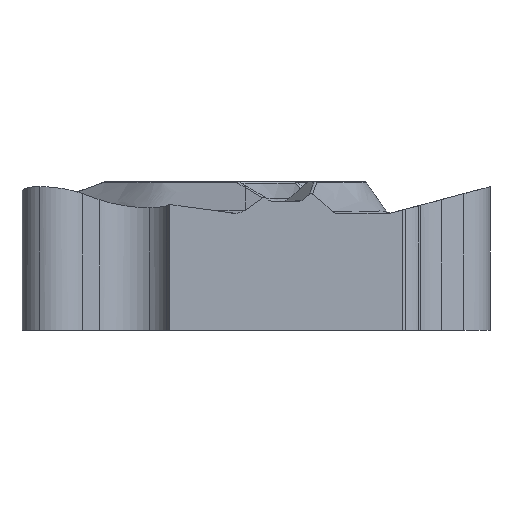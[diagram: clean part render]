
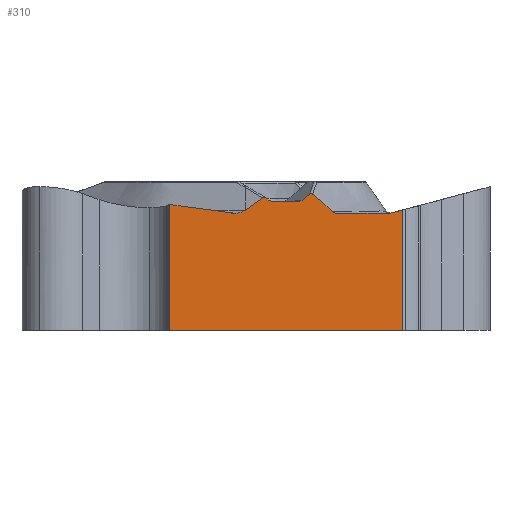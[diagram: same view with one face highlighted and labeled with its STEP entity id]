
A CAD part, left-side view. The second image highlights one B-rep face of the part: STEP entity #310.
In plain terms, the highlighted planar face has unit normal (-1, 0, 0).
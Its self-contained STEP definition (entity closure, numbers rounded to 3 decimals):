
#135=FACE_OUTER_BOUND('',#796,.T.);
#276=ELLIPSE('',#2455,0.309,0.3);
#277=ELLIPSE('',#2456,0.309,0.3);
#278=ELLIPSE('',#2457,0.149,0.1);
#279=ELLIPSE('',#2458,1.,0.5);
#310=ADVANCED_FACE('',(#135),#453,.F.);
#453=PLANE('',#2459);
#504=LINE('',#3720,#648);
#528=LINE('',#3851,#672);
#529=LINE('',#3853,#673);
#530=LINE('',#3857,#674);
#531=LINE('',#3892,#675);
#532=LINE('',#3896,#676);
#533=LINE('',#3900,#677);
#534=LINE('',#3904,#678);
#535=LINE('',#3924,#679);
#536=LINE('',#3926,#680);
#648=VECTOR('',#2685,1.);
#672=VECTOR('',#2747,1.);
#673=VECTOR('',#2748,1.);
#674=VECTOR('',#2751,1.);
#675=VECTOR('',#2752,1.);
#676=VECTOR('',#2755,1.);
#677=VECTOR('',#2758,1.);
#678=VECTOR('',#2761,1.);
#679=VECTOR('',#2764,1.);
#680=VECTOR('',#2765,1.);
#796=EDGE_LOOP('',(#1004,#1005,#1006,#1007,#1008,#1009,#1010,#1011,#1012,
#1013,#1014,#1015,#1016,#1017,#1018,#1019,#1020,#1021,#1022,#1023));
#1004=ORIENTED_EDGE('',*,*,#1884,.T.);
#1005=ORIENTED_EDGE('',*,*,#1930,.F.);
#1006=ORIENTED_EDGE('',*,*,#1931,.T.);
#1007=ORIENTED_EDGE('',*,*,#1932,.T.);
#1008=ORIENTED_EDGE('',*,*,#1933,.T.);
#1009=ORIENTED_EDGE('',*,*,#1934,.T.);
#1010=ORIENTED_EDGE('',*,*,#1935,.F.);
#1011=ORIENTED_EDGE('',*,*,#1936,.F.);
#1012=ORIENTED_EDGE('',*,*,#1937,.T.);
#1013=ORIENTED_EDGE('',*,*,#1938,.T.);
#1014=ORIENTED_EDGE('',*,*,#1939,.T.);
#1015=ORIENTED_EDGE('',*,*,#1940,.T.);
#1016=ORIENTED_EDGE('',*,*,#1941,.T.);
#1017=ORIENTED_EDGE('',*,*,#1942,.F.);
#1018=ORIENTED_EDGE('',*,*,#1943,.T.);
#1019=ORIENTED_EDGE('',*,*,#1944,.F.);
#1020=ORIENTED_EDGE('',*,*,#1945,.T.);
#1021=ORIENTED_EDGE('',*,*,#1946,.T.);
#1022=ORIENTED_EDGE('',*,*,#1947,.T.);
#1023=ORIENTED_EDGE('',*,*,#1948,.F.);
#1667=VERTEX_POINT('',#3719);
#1668=VERTEX_POINT('',#3721);
#1712=VERTEX_POINT('',#3852);
#1713=VERTEX_POINT('',#3854);
#1714=VERTEX_POINT('',#3856);
#1715=VERTEX_POINT('',#3858);
#1716=VERTEX_POINT('',#3869);
#1717=VERTEX_POINT('',#3877);
#1718=VERTEX_POINT('',#3891);
#1719=VERTEX_POINT('',#3893);
#1720=VERTEX_POINT('',#3895);
#1721=VERTEX_POINT('',#3897);
#1722=VERTEX_POINT('',#3899);
#1723=VERTEX_POINT('',#3901);
#1724=VERTEX_POINT('',#3903);
#1725=VERTEX_POINT('',#3905);
#1726=VERTEX_POINT('',#3910);
#1727=VERTEX_POINT('',#3921);
#1728=VERTEX_POINT('',#3923);
#1729=VERTEX_POINT('',#3925);
#1884=EDGE_CURVE('',#1668,#1667,#504,.T.);
#1930=EDGE_CURVE('',#1712,#1667,#528,.T.);
#1931=EDGE_CURVE('',#1712,#1713,#529,.T.);
#1932=EDGE_CURVE('',#1713,#1714,#2243,.T.);
#1933=EDGE_CURVE('',#1714,#1715,#530,.T.);
#1934=EDGE_CURVE('',#1715,#1716,#2324,.T.);
#1935=EDGE_CURVE('',#1717,#1716,#2325,.T.);
#1936=EDGE_CURVE('',#1718,#1717,#2326,.T.);
#1937=EDGE_CURVE('',#1718,#1719,#531,.T.);
#1938=EDGE_CURVE('',#1719,#1720,#276,.T.);
#1939=EDGE_CURVE('',#1720,#1721,#532,.T.);
#1940=EDGE_CURVE('',#1721,#1722,#277,.T.);
#1941=EDGE_CURVE('',#1722,#1723,#533,.T.);
#1942=EDGE_CURVE('',#1724,#1723,#278,.T.);
#1943=EDGE_CURVE('',#1724,#1725,#534,.T.);
#1944=EDGE_CURVE('',#1726,#1725,#2327,.T.);
#1945=EDGE_CURVE('',#1726,#1727,#2328,.T.);
#1946=EDGE_CURVE('',#1727,#1728,#279,.T.);
#1947=EDGE_CURVE('',#1728,#1729,#535,.T.);
#1948=EDGE_CURVE('',#1668,#1729,#536,.T.);
#2243=CIRCLE('',#2454,0.5);
#2324=B_SPLINE_CURVE_WITH_KNOTS('',3,(#3859,#3860,#3861,#3862,#3863,#3864,
#3865,#3866,#3867,#3868),.UNSPECIFIED.,.F.,.F.,(4,3,3,4),(0.,0.468,
0.914,1.),.UNSPECIFIED.);
#2325=B_SPLINE_CURVE_WITH_KNOTS('',3,(#3870,#3871,#3872,#3873,#3874,#3875,
#3876),.UNSPECIFIED.,.F.,.F.,(4,3,4),(0.,0.411,1.),
 .UNSPECIFIED.);
#2326=B_SPLINE_CURVE_WITH_KNOTS('',3,(#3878,#3879,#3880,#3881,#3882,#3883,
#3884,#3885,#3886,#3887,#3888,#3889,#3890),.UNSPECIFIED.,.F.,.F.,(4,3,3,
3,4),(0.,0.265,0.53,0.788,1.),
 .UNSPECIFIED.);
#2327=B_SPLINE_CURVE_WITH_KNOTS('',3,(#3906,#3907,#3908,#3909),
 .UNSPECIFIED.,.F.,.F.,(4,4),(0.,1.),.UNSPECIFIED.);
#2328=B_SPLINE_CURVE_WITH_KNOTS('',3,(#3911,#3912,#3913,#3914,#3915,#3916,
#3917,#3918,#3919,#3920),.UNSPECIFIED.,.F.,.F.,(4,3,3,4),(0.,0.331,
0.914,1.),.UNSPECIFIED.);
#2454=AXIS2_PLACEMENT_3D('',#3855,#2749,#2750);
#2455=AXIS2_PLACEMENT_3D('',#3894,#2753,#2754);
#2456=AXIS2_PLACEMENT_3D('',#3898,#2756,#2757);
#2457=AXIS2_PLACEMENT_3D('',#3902,#2759,#2760);
#2458=AXIS2_PLACEMENT_3D('',#3922,#2762,#2763);
#2459=AXIS2_PLACEMENT_3D('',#3927,#2766,#2767);
#2685=DIRECTION('',(0.,-1.,0.));
#2747=DIRECTION('',(0.,0.,-1.));
#2748=DIRECTION('',(0.,0.966,-0.259));
#2749=DIRECTION('',(1.,0.,0.));
#2750=DIRECTION('',(0.,1.,0.));
#2751=DIRECTION('',(0.,1.,0.));
#2752=DIRECTION('',(0.,0.775,-0.631));
#2753=DIRECTION('',(1.,0.,0.));
#2754=DIRECTION('',(0.,1.,0.));
#2755=DIRECTION('',(0.,1.,0.));
#2756=DIRECTION('',(1.,0.,0.));
#2757=DIRECTION('',(0.,1.,0.));
#2758=DIRECTION('',(0.,0.775,0.631));
#2759=DIRECTION('',(1.,0.,0.));
#2760=DIRECTION('',(0.,-0.858,-0.514));
#2761=DIRECTION('',(0.,0.814,-0.581));
#2762=DIRECTION('',(1.,0.,0.));
#2763=DIRECTION('',(0.,1.,0.));
#2764=DIRECTION('',(0.,0.991,0.133));
#2765=DIRECTION('',(0.,0.,1.));
#2766=DIRECTION('',(1.,0.,0.));
#2767=DIRECTION('',(0.,1.,0.));
#3719=CARTESIAN_POINT('',(-6.35,-6.174,-5.56));
#3720=CARTESIAN_POINT('',(-6.35,5.476,-5.56));
#3721=CARTESIAN_POINT('',(-6.35,2.948,-5.56));
#3851=CARTESIAN_POINT('',(-6.35,-6.174,25.));
#3852=CARTESIAN_POINT('',(-6.35,-6.174,-0.838));
#3853=CARTESIAN_POINT('',(-6.35,-6.873,-0.65));
#3854=CARTESIAN_POINT('',(-6.35,-5.781,-0.943));
#3855=CARTESIAN_POINT('',(-6.35,-5.651,-0.46));
#3856=CARTESIAN_POINT('',(-6.35,-5.651,-0.96));
#3857=CARTESIAN_POINT('',(-6.35,0.,-0.96));
#3858=CARTESIAN_POINT('',(-6.35,-3.587,-0.96));
#3859=CARTESIAN_POINT('',(-6.35,-3.587,-0.96));
#3860=CARTESIAN_POINT('',(-6.35,-3.56,-0.96));
#3861=CARTESIAN_POINT('',(-6.35,-3.531,-0.955));
#3862=CARTESIAN_POINT('',(-6.35,-3.505,-0.945));
#3863=CARTESIAN_POINT('',(-6.35,-3.48,-0.936));
#3864=CARTESIAN_POINT('',(-6.35,-3.457,-0.922));
#3865=CARTESIAN_POINT('',(-6.35,-3.436,-0.905));
#3866=CARTESIAN_POINT('',(-6.35,-3.433,-0.902));
#3867=CARTESIAN_POINT('',(-6.35,-3.429,-0.898));
#3868=CARTESIAN_POINT('',(-6.35,-3.425,-0.894));
#3869=CARTESIAN_POINT('',(-6.35,-3.425,-0.894));
#3870=CARTESIAN_POINT('',(-6.35,-2.636,-0.216));
#3871=CARTESIAN_POINT('',(-6.35,-2.751,-0.3));
#3872=CARTESIAN_POINT('',(-6.35,-2.863,-0.388));
#3873=CARTESIAN_POINT('',(-6.35,-2.972,-0.48));
#3874=CARTESIAN_POINT('',(-6.35,-3.129,-0.611));
#3875=CARTESIAN_POINT('',(-6.35,-3.28,-0.75));
#3876=CARTESIAN_POINT('',(-6.35,-3.425,-0.894));
#3877=CARTESIAN_POINT('',(-6.35,-2.636,-0.216));
#3878=CARTESIAN_POINT('',(-6.35,-2.515,-0.22));
#3879=CARTESIAN_POINT('',(-6.35,-2.524,-0.213));
#3880=CARTESIAN_POINT('',(-6.35,-2.534,-0.207));
#3881=CARTESIAN_POINT('',(-6.35,-2.545,-0.203));
#3882=CARTESIAN_POINT('',(-6.35,-2.556,-0.199));
#3883=CARTESIAN_POINT('',(-6.35,-2.567,-0.197));
#3884=CARTESIAN_POINT('',(-6.35,-2.579,-0.197));
#3885=CARTESIAN_POINT('',(-6.35,-2.59,-0.197));
#3886=CARTESIAN_POINT('',(-6.35,-2.601,-0.199));
#3887=CARTESIAN_POINT('',(-6.35,-2.611,-0.203));
#3888=CARTESIAN_POINT('',(-6.35,-2.62,-0.206));
#3889=CARTESIAN_POINT('',(-6.35,-2.628,-0.21));
#3890=CARTESIAN_POINT('',(-6.35,-2.636,-0.216));
#3891=CARTESIAN_POINT('',(-6.35,-2.515,-0.22));
#3892=CARTESIAN_POINT('',(-6.35,-13.351,8.602));
#3893=CARTESIAN_POINT('',(-6.35,-2.233,-0.45));
#3894=CARTESIAN_POINT('',(-6.35,-2.034,-0.22));
#3895=CARTESIAN_POINT('',(-6.35,-2.034,-0.52));
#3896=CARTESIAN_POINT('',(-6.35,0.,-0.52));
#3897=CARTESIAN_POINT('',(-6.35,-1.132,-0.52));
#3898=CARTESIAN_POINT('',(-6.35,-1.132,-0.22));
#3899=CARTESIAN_POINT('',(-6.35,-0.934,-0.45));
#3900=CARTESIAN_POINT('',(-6.35,12.088,10.152));
#3901=CARTESIAN_POINT('',(-6.35,-0.863,-0.392));
#3902=CARTESIAN_POINT('',(-6.35,-0.786,-0.46));
#3903=CARTESIAN_POINT('',(-6.35,-0.678,-0.363));
#3904=CARTESIAN_POINT('',(-6.35,-12.224,7.882));
#3905=CARTESIAN_POINT('',(-6.35,0.,-0.847));
#3906=CARTESIAN_POINT('',(-6.35,0.033,-0.871));
#3907=CARTESIAN_POINT('',(-6.35,0.022,-0.863));
#3908=CARTESIAN_POINT('',(-6.35,0.011,-0.855));
#3909=CARTESIAN_POINT('',(-6.35,0.,-0.847));
#3910=CARTESIAN_POINT('',(-6.35,0.033,-0.871));
#3911=CARTESIAN_POINT('',(-6.35,0.033,-0.871));
#3912=CARTESIAN_POINT('',(-6.35,0.069,-0.896));
#3913=CARTESIAN_POINT('',(-6.35,0.11,-0.914));
#3914=CARTESIAN_POINT('',(-6.35,0.151,-0.927));
#3915=CARTESIAN_POINT('',(-6.35,0.225,-0.95));
#3916=CARTESIAN_POINT('',(-6.35,0.303,-0.959));
#3917=CARTESIAN_POINT('',(-6.35,0.38,-0.958));
#3918=CARTESIAN_POINT('',(-6.35,0.391,-0.958));
#3919=CARTESIAN_POINT('',(-6.35,0.402,-0.958));
#3920=CARTESIAN_POINT('',(-6.35,0.414,-0.957));
#3921=CARTESIAN_POINT('',(-6.35,0.414,-0.957));
#3922=CARTESIAN_POINT('',(-6.35,0.304,-0.46));
#3923=CARTESIAN_POINT('',(-6.35,0.563,-0.943));
#3924=CARTESIAN_POINT('',(-6.35,8.803,0.161));
#3925=CARTESIAN_POINT('',(-6.35,2.948,-0.623));
#3926=CARTESIAN_POINT('',(-6.35,2.948,25.));
#3927=CARTESIAN_POINT('',(-6.35,5.476,25.));
